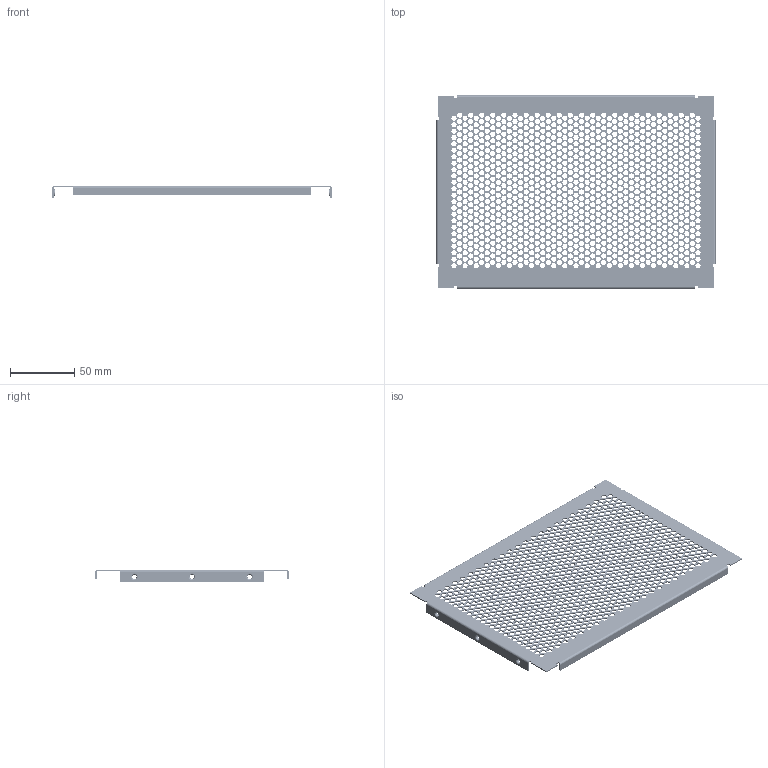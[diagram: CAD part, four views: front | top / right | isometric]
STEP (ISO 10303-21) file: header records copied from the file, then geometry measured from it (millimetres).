
FILE_DESCRIPTION(/* description */ (''),/* implementation_level */ '2;1');
FILE_NAME(/* name */ '86442154_ADGA M 15042 L.stp',/* time_stamp */ '2014-09-03T16:37:26+02:00',/* author */ ('kotzmaier'),/* organization */ ('Fa. Bopla'),/* preprocessor_version */ 'ST-DEVELOPER v15.2',/* originating_system */ 'Autodesk Inventor 2014',/* authorisation */ '');
FILE_SCHEMA (('AUTOMOTIVE_DESIGN { 1 0 10303 214 3 1 1 }'));
Length unit declared in the file: millimetre
Products named in the file (5): ADGA_M_15042_L_Halb_3Dsym PART1; ADGA_M_15042_L_Halb_3Dsym; ADGA_M_15042_L_Halb_3Dsym PART1_MIR1; ADGA_M_15042_L_Halb_3Dsym_MIR1; ADGA_M_15042_L_3DSYM
Bounding box: 217.99 x 151 x 9.2 mm (x, y, z)
Volume: 23049.1 mm3; surface area: 60656.1 mm2
Topology: 2 solids, 2 shells, 1266 faces, 3760 edges, 2504 vertices
Faces by surface type: cylinder 1128, plane 126, torus 12
Full cylindrical faces by diameter (mm): 3.4 x6, 4 x1056, 5.4 x6
Entity records: 43495 total; most frequent: DIRECTION 7570, CARTESIAN_POINT 6483, ORIENTED_EDGE 5408, EDGE_LOOP 4452, AXIS2_PLACEMENT_3D 3591, FACE_BOUND 3186, EDGE_CURVE 2704, VERTEX_POINT 2504
